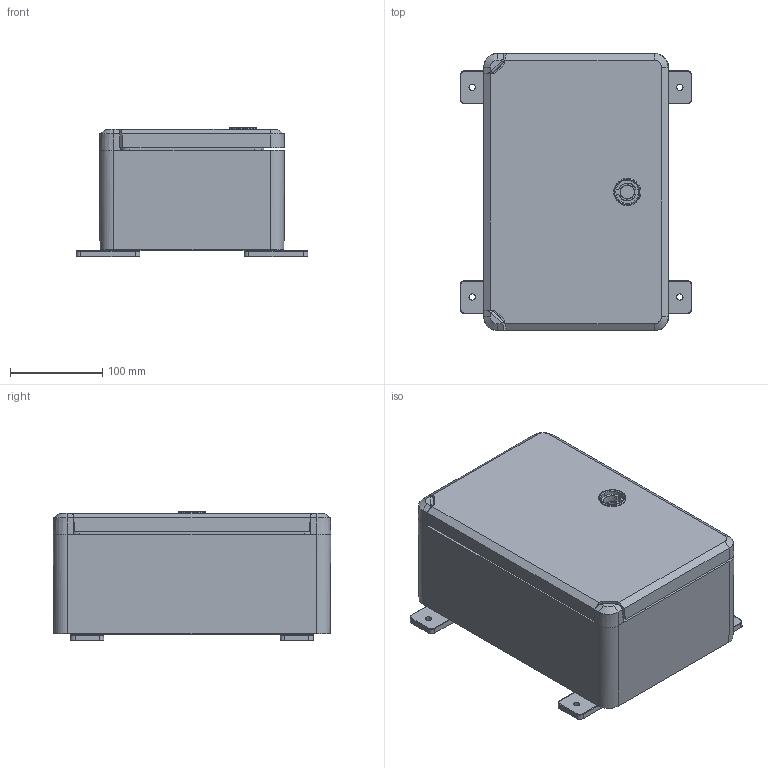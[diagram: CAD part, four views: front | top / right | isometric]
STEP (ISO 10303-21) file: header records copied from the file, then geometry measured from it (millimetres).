
FILE_DESCRIPTION (( 'STEP AP214' ), '1' );
FILE_NAME ('MKP92-N-302013-65 ÙÌÏï ÓÕË1 IP65 IEK.STEP', '2024-03-11T11:46:05', ( '' ), ( '' ), 'SwSTEP 2.0', 'SolidWorks 2022', '' );
FILE_SCHEMA (( 'AUTOMOTIVE_DESIGN' ));
Length unit declared in the file: millimetre
Products named in the file (8): model.sldasm-Part-3-1; model.sldasm-Part-1-1; model.sldasm-Part-6-1; MKP92-N-302013-65 ЩМПп УХЛ1 IP65 IEK; model.sldasm-Part-5-1; model.sldasm-Part-2-1; 200x300; model.sldasm-Part-4-1
Assembly tree (7 placements, depth 2):
  MKP92-N-302013-65 ЩМПп УХЛ1 IP65 IEK
    model.sldasm-Part-1-1
    model.sldasm-Part-2-1
    model.sldasm-Part-3-1
    model.sldasm-Part-4-1
    model.sldasm-Part-5-1
    model.sldasm-Part-6-1
    200x300
Bounding box: 250.87 x 300 x 139.54 mm (x, y, z)
Volume: 942734.5 mm3; surface area: 762572.4 mm2
Topology: 7 solids, 7 shells, 1256 faces, 3319 edges, 2141 vertices
Faces by surface type: plane 767, cone 192, cylinder 189, bspline 108
Entity records: 47185 total; most frequent: CARTESIAN_POINT 17011, ORIENTED_EDGE 6638, DIRECTION 5536, EDGE_CURVE 3319, VERTEX_POINT 2141, VECTOR 2122, LINE 2122, AXIS2_PLACEMENT_3D 1707
